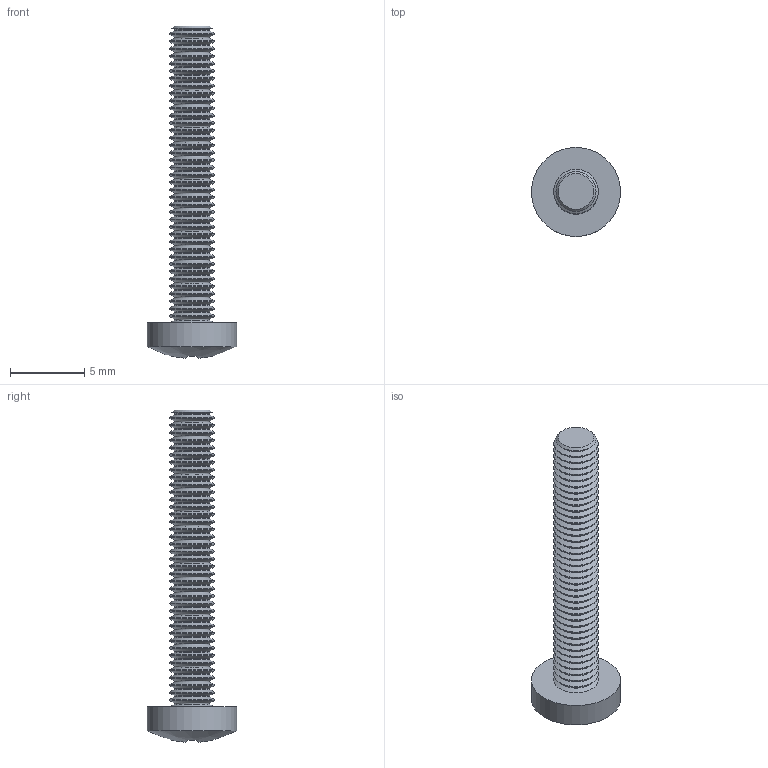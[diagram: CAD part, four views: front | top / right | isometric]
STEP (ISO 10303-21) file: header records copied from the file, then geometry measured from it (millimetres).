
FILE_DESCRIPTION (( 'STEP AP214' ), '1' );
FILE_NAME ('79852P__3_20-mattssons.step', '2018-12-16T11:44:12', ( '' ), ( '' ), 'SwSTEP 2.0', 'SolidWorks 2010', '' );
FILE_SCHEMA (( 'AUTOMOTIVE_DESIGN' ));
Length unit declared in the file: millimetre
Products named in the file (1): 79852P__3_20-mattssons
Bounding box: 6 x 6 x 22.36 mm (x, y, z)
Volume: 165.9 mm3; surface area: 387.1 mm2
Topology: 1 solids, 1 shells, 197 faces, 414 edges, 221 vertices
Faces by surface type: cone 81, cylinder 44, torus 40, plane 31, sphere 1
Full cylindrical faces by diameter (mm): 3 x39, 6 x1
Entity records: 4334 total; most frequent: DIRECTION 818, CARTESIAN_POINT 716, ORIENTED_EDGE 502, AXIS2_PLACEMENT_3D 385, EDGE_LOOP 360, FACE_OUTER_BOUND 278, EDGE_CURVE 251, VERTEX_POINT 219
